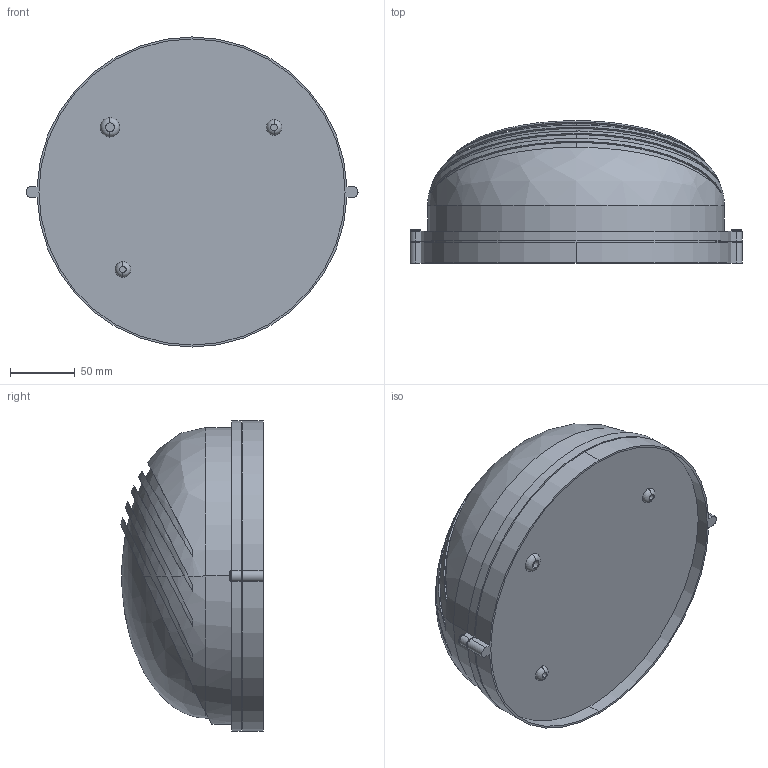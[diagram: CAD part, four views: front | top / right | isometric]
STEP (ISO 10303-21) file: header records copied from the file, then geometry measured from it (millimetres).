
FILE_DESCRIPTION (( 'STEP AP203' ), '1' );
FILE_NAME ('LNPP0-1107-1-100-K02 Ñâåòèëüíûé ÍÏÏ1107 ÷åðíûé_êðóã ðåñíè÷êà 100Âò IP54.STEP', '2017-08-15T12:05:28', ( '' ), ( '' ), 'SwSTEP 2.0', 'SolidWorks 2014', '' );
FILE_SCHEMA (( 'CONFIG_CONTROL_DESIGN' ));
Length unit declared in the file: millimetre
Products named in the file (1): LNPP0-1107-1-100-K02 Ñâåòèëüíûé ÍÏÏ1107 ÷åðíûé_êðóã ðåñíè÷êà 100Âò IP54
Bounding box: 257 x 110.15 x 240 mm (x, y, z)
Volume: 2790370.3 mm3; surface area: 344239.4 mm2
Topology: 2 solids, 2 shells, 169 faces, 461 edges, 301 vertices
Faces by surface type: plane 94, cylinder 51, bspline 14, torus 10
Entity records: 7292 total; most frequent: CARTESIAN_POINT 3054, ORIENTED_EDGE 918, DIRECTION 821, EDGE_CURVE 459, AXIS2_PLACEMENT_3D 304, VERTEX_POINT 301, VECTOR 213, LINE 213
